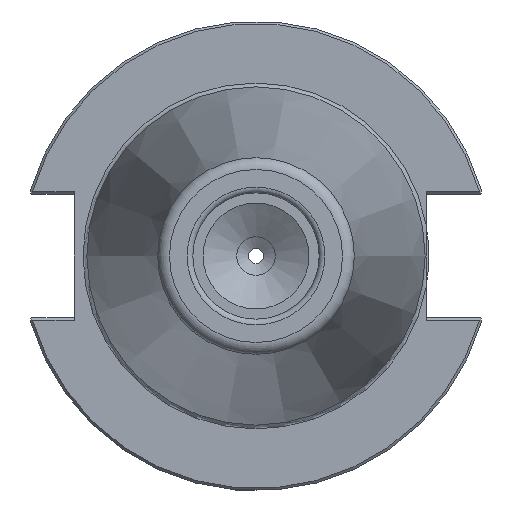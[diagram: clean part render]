
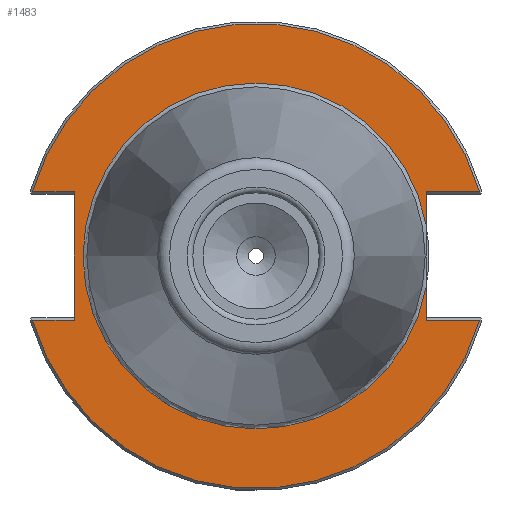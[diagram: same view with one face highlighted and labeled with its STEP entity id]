
A CAD part, left-side view. The second image highlights one B-rep face of the part: STEP entity #1483.
In plain terms, the highlighted planar face has unit normal (-1, 0, 0).
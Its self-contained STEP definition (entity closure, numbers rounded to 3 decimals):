
#63=PLANE('',#1611);
#155=FACE_OUTER_BOUND('',#233,.T.);
#233=EDGE_LOOP('',(#1104,#1105,#1106,#1107,#1108,#1109,#1110,#1111,#1112,
#1113,#1114));
#325=LINE('',#2516,#405);
#328=LINE('',#2575,#408);
#329=LINE('',#2581,#409);
#330=LINE('',#2583,#410);
#331=LINE('',#2587,#411);
#332=LINE('',#2589,#412);
#333=LINE('',#2590,#413);
#405=VECTOR('',#1872,10.);
#408=VECTOR('',#1891,10.);
#409=VECTOR('',#1896,10.);
#410=VECTOR('',#1897,10.);
#411=VECTOR('',#1900,10.);
#412=VECTOR('',#1901,10.);
#413=VECTOR('',#1902,10.);
#481=CIRCLE('',#1609,48.249);
#483=CIRCLE('',#1612,35.899);
#484=CIRCLE('',#1613,35.899);
#485=CIRCLE('',#1614,48.249);
#627=VERTEX_POINT('',#2513);
#628=VERTEX_POINT('',#2515);
#636=VERTEX_POINT('',#2562);
#639=VERTEX_POINT('',#2574);
#640=VERTEX_POINT('',#2576);
#641=VERTEX_POINT('',#2578);
#642=VERTEX_POINT('',#2580);
#643=VERTEX_POINT('',#2582);
#644=VERTEX_POINT('',#2584);
#645=VERTEX_POINT('',#2586);
#646=VERTEX_POINT('',#2588);
#810=EDGE_CURVE('',#627,#628,#325,.T.);
#822=EDGE_CURVE('',#628,#636,#481,.T.);
#826=EDGE_CURVE('',#627,#639,#328,.T.);
#827=EDGE_CURVE('',#639,#640,#483,.T.);
#828=EDGE_CURVE('',#640,#641,#484,.T.);
#829=EDGE_CURVE('',#641,#642,#329,.T.);
#830=EDGE_CURVE('',#643,#642,#330,.T.);
#831=EDGE_CURVE('',#644,#643,#485,.T.);
#832=EDGE_CURVE('',#645,#644,#331,.T.);
#833=EDGE_CURVE('',#645,#646,#332,.T.);
#834=EDGE_CURVE('',#636,#646,#333,.T.);
#1104=ORIENTED_EDGE('',*,*,#810,.F.);
#1105=ORIENTED_EDGE('',*,*,#826,.T.);
#1106=ORIENTED_EDGE('',*,*,#827,.T.);
#1107=ORIENTED_EDGE('',*,*,#828,.T.);
#1108=ORIENTED_EDGE('',*,*,#829,.T.);
#1109=ORIENTED_EDGE('',*,*,#830,.F.);
#1110=ORIENTED_EDGE('',*,*,#831,.F.);
#1111=ORIENTED_EDGE('',*,*,#832,.F.);
#1112=ORIENTED_EDGE('',*,*,#833,.T.);
#1113=ORIENTED_EDGE('',*,*,#834,.F.);
#1114=ORIENTED_EDGE('',*,*,#822,.F.);
#1483=ADVANCED_FACE('',(#155),#63,.T.);
#1609=AXIS2_PLACEMENT_3D('',#2563,#1885,#1886);
#1611=AXIS2_PLACEMENT_3D('',#2573,#1889,#1890);
#1612=AXIS2_PLACEMENT_3D('',#2577,#1892,#1893);
#1613=AXIS2_PLACEMENT_3D('',#2579,#1894,#1895);
#1614=AXIS2_PLACEMENT_3D('',#2585,#1898,#1899);
#1872=DIRECTION('',(0.,-1.,0.));
#1885=DIRECTION('center_axis',(1.,0.,0.));
#1886=DIRECTION('ref_axis',(0.,0.,-1.));
#1889=DIRECTION('center_axis',(-1.,0.,0.));
#1890=DIRECTION('ref_axis',(0.,0.,1.));
#1891=DIRECTION('',(0.,0.,1.));
#1892=DIRECTION('center_axis',(1.,0.,0.));
#1893=DIRECTION('ref_axis',(0.,0.,-1.));
#1894=DIRECTION('center_axis',(1.,0.,0.));
#1895=DIRECTION('ref_axis',(0.,0.,-1.));
#1896=DIRECTION('',(0.,0.,1.));
#1897=DIRECTION('',(0.,1.,0.));
#1898=DIRECTION('center_axis',(1.,0.,0.));
#1899=DIRECTION('ref_axis',(0.,0.,-1.));
#1900=DIRECTION('',(0.,1.,0.));
#1901=DIRECTION('',(0.,0.,-1.));
#1902=DIRECTION('',(0.,-1.,0.));
#2513=CARTESIAN_POINT('',(3.175,-35.3,-13.325));
#2515=CARTESIAN_POINT('',(3.175,-46.373,-13.325));
#2516=CARTESIAN_POINT('',(3.175,-13.707,-13.325));
#2562=CARTESIAN_POINT('',(3.175,46.373,-13.325));
#2563=CARTESIAN_POINT('Origin',(3.175,0.,0.));
#2573=CARTESIAN_POINT('Origin',(3.175,48.249,0.));
#2574=CARTESIAN_POINT('',(3.175,-35.3,-6.533));
#2575=CARTESIAN_POINT('',(3.175,-35.3,-6.413));
#2576=CARTESIAN_POINT('',(3.175,0.,35.899));
#2577=CARTESIAN_POINT('Origin',(3.175,0.,0.));
#2578=CARTESIAN_POINT('',(3.175,-35.3,6.533));
#2579=CARTESIAN_POINT('Origin',(3.175,0.,0.));
#2580=CARTESIAN_POINT('',(3.175,-35.3,13.325));
#2581=CARTESIAN_POINT('',(3.175,-35.3,-6.413));
#2582=CARTESIAN_POINT('',(3.175,-46.373,13.325));
#2583=CARTESIAN_POINT('',(3.175,6.475,13.325));
#2584=CARTESIAN_POINT('',(3.175,46.373,13.325));
#2585=CARTESIAN_POINT('Origin',(3.175,0.,0.));
#2586=CARTESIAN_POINT('',(3.175,37.7,13.325));
#2587=CARTESIAN_POINT('',(3.175,61.395,13.325));
#2588=CARTESIAN_POINT('',(3.175,37.7,-13.325));
#2589=CARTESIAN_POINT('',(3.175,37.7,6.413));
#2590=CARTESIAN_POINT('',(3.175,42.975,-13.325));
